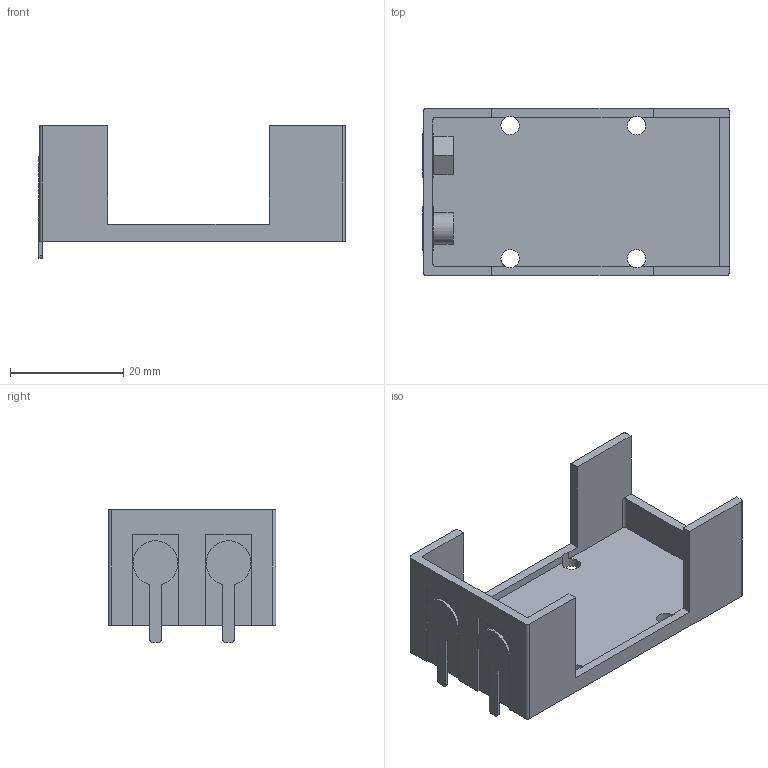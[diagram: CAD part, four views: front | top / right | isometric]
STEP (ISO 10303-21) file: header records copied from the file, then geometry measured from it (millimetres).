
FILE_DESCRIPTION (( 'STEP AP214' ), '1' );
FILE_NAME ('User Library-Porta batteria Battery Holder Keystone modello 1294.STEP', '2017-02-28T00:44:57', ( 'Windows User' ), ( '' ), 'SwSTEP 2.0', 'SolidWorks 2017', '' );
FILE_SCHEMA (( 'AUTOMOTIVE_DESIGN' ));
Length unit declared in the file: millimetre
Products named in the file (2): User Library-Porta batteria Battery Holder Keystone modello 1294_Portabatterie Farnell_1650674; User Library-Porta batteria Battery Holder Keystone modello 1294
Assembly tree (1 placements, depth 2):
  User Library-Porta batteria Battery Holder Keystone modello 1294
    User Library-Porta batteria Battery Holder Keystone modello 1294_Portabatterie Farnell_1650674
Bounding box: 54.04 x 29.6 x 23.45 mm (x, y, z)
Volume: 5321.4 mm3; surface area: 7319.4 mm2
Topology: 1 solids, 1 shells, 93 faces, 252 edges, 162 vertices
Faces by surface type: plane 59, cylinder 34
Entity records: 4027 total; most frequent: DIRECTION 526, CARTESIAN_POINT 511, ORIENTED_EDGE 504, EDGE_CURVE 252, AXIS2_PLACEMENT_3D 177, VECTOR 172, LINE 172, VERTEX_POINT 162
